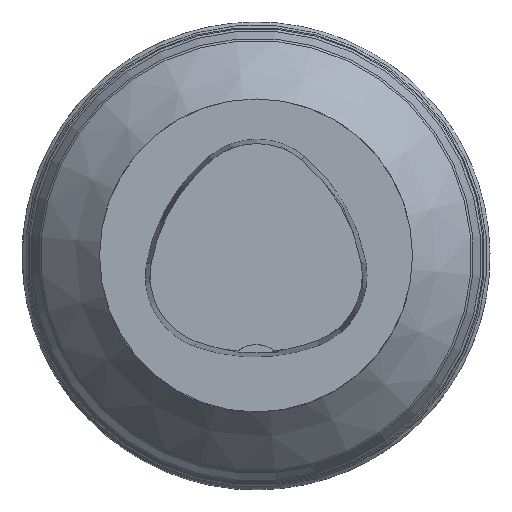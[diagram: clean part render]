
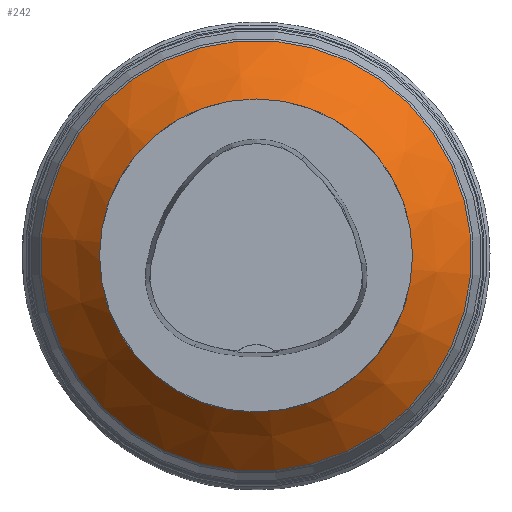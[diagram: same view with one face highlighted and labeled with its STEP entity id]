
A CAD part, top view. The second image highlights one B-rep face of the part: STEP entity #242.
In plain terms, the highlighted conical face has half-angle 43.282 degrees and reference radius 43.627 mm.
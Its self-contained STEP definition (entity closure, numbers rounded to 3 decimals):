
#172=CONICAL_SURFACE('',#842,43.626,43.282);
#209=FACE_BOUND('',#340,.T.);
#210=FACE_BOUND('',#341,.T.);
#242=ADVANCED_FACE('CN_SU6',(#209,#210),#172,.T.);
#340=EDGE_LOOP('',(#408));
#341=EDGE_LOOP('',(#409));
#408=ORIENTED_EDGE('',*,*,#587,.T.);
#409=ORIENTED_EDGE('',*,*,#588,.T.);
#533=VERTEX_POINT('',#1205);
#534=VERTEX_POINT('',#1207);
#587=EDGE_CURVE('',#533,#533,#656,.T.);
#588=EDGE_CURVE('',#534,#534,#657,.T.);
#656=CIRCLE('',#840,43.351);
#657=CIRCLE('',#841,29.718);
#840=AXIS2_PLACEMENT_3D('',#1204,#990,#991);
#841=AXIS2_PLACEMENT_3D('',#1206,#992,#993);
#842=AXIS2_PLACEMENT_3D('',#1208,#994,#995);
#990=DIRECTION('',(0.,0.,1.));
#991=DIRECTION('',(0.966,0.259,0.));
#992=DIRECTION('',(0.,0.,-1.));
#993=DIRECTION('',(-0.966,-0.259,0.));
#994=DIRECTION('',(0.,0.,-1.));
#995=DIRECTION('',(-0.966,-0.259,0.));
#1204=CARTESIAN_POINT('',(0.,0.,-46.707));
#1205=CARTESIAN_POINT('',(41.874,11.22,-46.707));
#1206=CARTESIAN_POINT('',(0.,0.,-32.231));
#1207=CARTESIAN_POINT('',(-28.705,-7.691,-32.231));
#1208=CARTESIAN_POINT('',(0.,0.,-47.));
